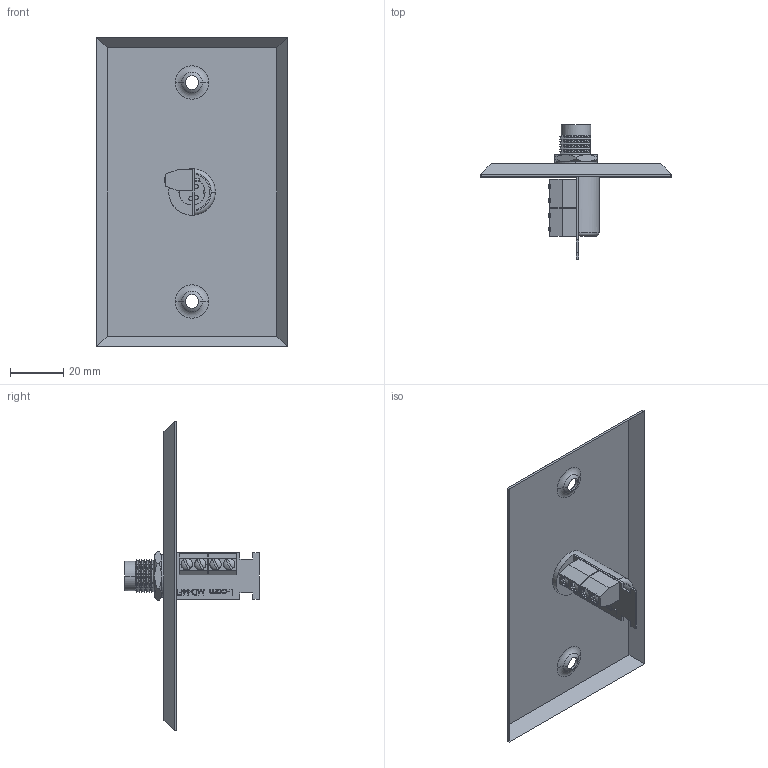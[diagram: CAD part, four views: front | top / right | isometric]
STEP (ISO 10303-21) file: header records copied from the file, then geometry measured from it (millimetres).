
FILE_DESCRIPTION (( 'STEP AP203' ), '1' );
FILE_NAME ('WPMF44FT.STEP', '2006-06-30T19:12:28', ( ' ' ), ( ' ' ), 'SwSTEP 2.0', 'SolidWorks 2005354', '' );
FILE_SCHEMA (( 'CONFIG_CONTROL_DESIGN' ));
Length unit declared in the file: inch
Products named in the file (10): WPMF44FT; MD44FT-MA1; 3AA02-008; 3AA01-008_3AA01-008-125; 3AA03-005; MD44FT-MA4; MD44FT-MA2; MD44FT-MA3; WPC1; MD44FT_.03 OFFSET
Assembly tree (13 placements, depth 3):
  WPMF44FT
    WPC1
    MD44FT_.03 OFFSET
      3AA01-008_3AA01-008-125  x4
      3AA03-005
      MD44FT-MA3
      MD44FT-MA1
      MD44FT-MA4
      MD44FT-MA2  x2
      3AA02-008
Bounding box: 71.63 x 50.5 x 116.08 mm (x, y, z)
Volume: 11080.3 mm3; surface area: 26015.3 mm2
Topology: 12 solids, 12 shells, 599 faces, 1537 edges, 1009 vertices
Faces by surface type: plane 333, cylinder 125, bspline 59, cone 56, torus 18, sphere 8
Entity records: 22790 total; most frequent: CARTESIAN_POINT 8749, ORIENTED_EDGE 2774, DIRECTION 2478, EDGE_CURVE 1387, VERTEX_POINT 911, LINE 874, VECTOR 874, AXIS2_PLACEMENT_3D 802
